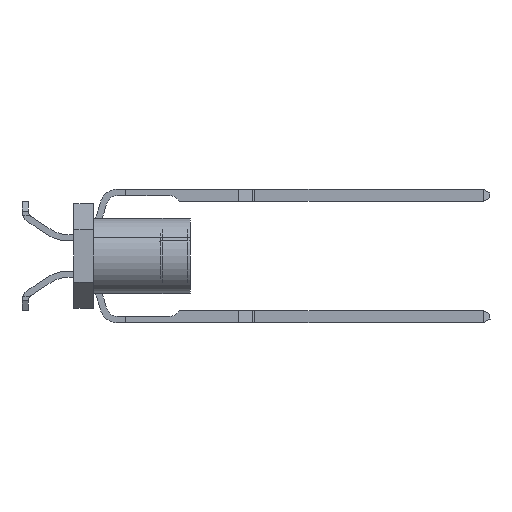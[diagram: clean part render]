
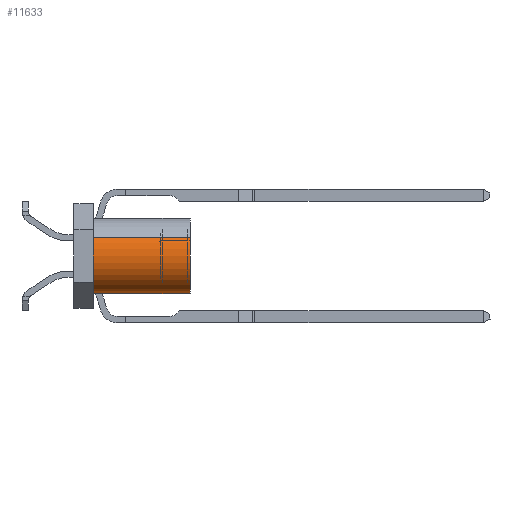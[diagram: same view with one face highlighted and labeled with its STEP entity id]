
A CAD part, left-side view. The second image highlights one B-rep face of the part: STEP entity #11633.
In plain terms, the highlighted cylindrical face has radius 1.968 mm (diameter 3.937 mm), a partial arc.
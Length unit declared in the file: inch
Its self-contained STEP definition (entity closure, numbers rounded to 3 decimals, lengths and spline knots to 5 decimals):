
#384 = EDGE_LOOP ( 'NONE', ( #19728, #9846, #9757, #9867 ) ) ;
#2028 = DIRECTION ( 'NONE',  ( 0., -1., 0. ) ) ;
#2939 = VERTEX_POINT ( 'NONE', #25050 ) ;
#3188 = AXIS2_PLACEMENT_3D ( 'NONE', #22562, #9608, #24700 ) ;
#4516 = EDGE_CURVE ( 'NONE', #21717, #2939, #17067, .T. ) ;
#6200 = CARTESIAN_POINT ( 'NONE',  ( 0., 0.24, -0.0775 ) ) ;
#6328 = DIRECTION ( 'NONE',  ( 0., -1., 0. ) ) ;
#7226 = VERTEX_POINT ( 'NONE', #22878 ) ;
#8809 = CARTESIAN_POINT ( 'NONE',  ( 0., 0.04, 0. ) ) ;
#9362 = CYLINDRICAL_SURFACE ( 'NONE', #18460, 0.0775 ) ;
#9447 = CARTESIAN_POINT ( 'NONE',  ( 0., 0.24, 0.0775 ) ) ;
#9608 = DIRECTION ( 'NONE',  ( 0., 1., 0. ) ) ;
#9725 = DIRECTION ( 'NONE',  ( 0., -1., 0. ) ) ;
#9757 = ORIENTED_EDGE ( 'NONE', *, *, #15798, .T. ) ;
#9846 = ORIENTED_EDGE ( 'NONE', *, *, #11848, .F. ) ;
#9867 = ORIENTED_EDGE ( 'NONE', *, *, #17103, .T. ) ;
#10061 = FACE_OUTER_BOUND ( 'NONE', #384, .T. ) ;
#10856 = LINE ( 'NONE', #20525, #15952 ) ;
#11041 = DIRECTION ( 'NONE',  ( 0., 0., 1. ) ) ;
#11633 = ADVANCED_FACE ( 'NONE', ( #10061 ), #9362, .T. ) ;
#11848 = EDGE_CURVE ( 'NONE', #14707, #21717, #16173, .T. ) ;
#12903 = CARTESIAN_POINT ( 'NONE',  ( 0., 0.24, 0. ) ) ;
#14707 = VERTEX_POINT ( 'NONE', #6200 ) ;
#15798 = EDGE_CURVE ( 'NONE', #14707, #7226, #10856, .T. ) ;
#15952 = VECTOR ( 'NONE', #9725, 39.37008 ) ;
#16173 = CIRCLE ( 'NONE', #3188, 0.0775 ) ;
#17067 = LINE ( 'NONE', #28086, #17374 ) ;
#17103 = EDGE_CURVE ( 'NONE', #7226, #2939, #19586, .T. ) ;
#17374 = VECTOR ( 'NONE', #2028, 39.37008 ) ;
#18460 = AXIS2_PLACEMENT_3D ( 'NONE', #12903, #6328, #27918 ) ;
#19586 = CIRCLE ( 'NONE', #25633, 0.0775 ) ;
#19728 = ORIENTED_EDGE ( 'NONE', *, *, #4516, .F. ) ;
#20525 = CARTESIAN_POINT ( 'NONE',  ( 0., 0.24, -0.0775 ) ) ;
#21717 = VERTEX_POINT ( 'NONE', #9447 ) ;
#22562 = CARTESIAN_POINT ( 'NONE',  ( 0., 0.24, 0. ) ) ;
#22878 = CARTESIAN_POINT ( 'NONE',  ( 0., 0.04, -0.0775 ) ) ;
#23947 = DIRECTION ( 'NONE',  ( 0., 1., 0. ) ) ;
#24700 = DIRECTION ( 'NONE',  ( 0., 0., 1. ) ) ;
#25050 = CARTESIAN_POINT ( 'NONE',  ( 0., 0.04, 0.0775 ) ) ;
#25633 = AXIS2_PLACEMENT_3D ( 'NONE', #8809, #23947, #11041 ) ;
#27918 = DIRECTION ( 'NONE',  ( 0., 0., -1. ) ) ;
#28086 = CARTESIAN_POINT ( 'NONE',  ( 0., 0.24, 0.0775 ) ) ;
